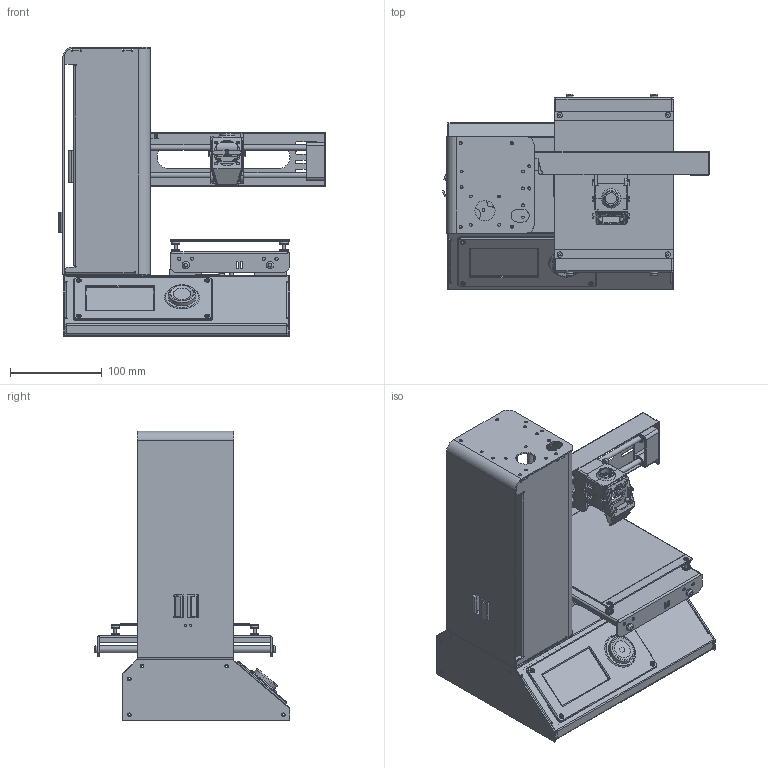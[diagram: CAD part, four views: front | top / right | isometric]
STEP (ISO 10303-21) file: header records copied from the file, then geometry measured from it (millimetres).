
FILE_DESCRIPTION(/* description */ (''),/* implementation_level */ '2;1');
FILE_NAME(/* name */ 'MPSM v2 (single).step',/* time_stamp */ '2019-02-27T21:46:32-08:00',/* author */ ('kadah.coba'),/* organization */ (''),/* preprocessor_version */ 'ST-DEVELOPER v17.2',/* originating_system */ 'Autodesk Translation Framework v7.6.0.251',/* authorisation */ '');
FILE_SCHEMA (('AUTOMOTIVE_DESIGN { 1 0 10303 214 3 1 1 }'));
Products named in the file (129): MPSM v2 (single); MPSM v2; Bed Base v2; Bed Base; Bed Frame v2; Bed Frame; Y Axis Shaft v1 (1); Y Axis Shaft (1); Y Axis Shaft v1; Y Axis Shaft; Bed Rod Screw Caps v1 (3); Bed Rod Screw Caps (3); Bed Rod Screw Caps v1 (2); Bed Rod Screw Caps (2); Bed Rod Screw Caps v1 (1); Bed Rod Screw Caps (1); Bed Rod Screw Caps v1; Bed Rod Screw Caps; Bed Spring Cap v2 (7); Bed Spring Cap (7); Bed Spring Cap v2 (6); Bed Spring Cap (6); Bed Spring Cap v2 (5); Bed Spring Cap (5); Bed Spring Cap v2 (4); Bed Spring Cap (4); Bed Surface v3; Bed Surface; Heatbed v2; Heatbed; Bed Level Screw v1 (2); Bed Level Screw (2); Bed Level Screw v1 (3); Bed Level Screw (3); Bed Level Screw v1 (1); Bed Level Screw (1); Bed Level Screw v1; Bed Level Screw; Bed Spring Cap v2 (3); Bed Spring Cap (3) ...
Assembly tree (138 placements, depth 8):
  MPSM v2 (single)
    MPSM v2
      Bed Base v2
        Bed Base
          Bed Frame v2
            Bed Frame
          Y Axis Shaft v1 (1)
            Y Axis Shaft (1)
          Y Axis Shaft v1
            Y Axis Shaft
          Bed Rod Screw Caps v1 (3)
            Bed Rod Screw Caps (3)
          Bed Rod Screw Caps v1 (2)
            Bed Rod Screw Caps (2)
          Bed Rod Screw Caps v1 (1)
            Bed Rod Screw Caps (1)
          Bed Rod Screw Caps v1
            Bed Rod Screw Caps
          Bed Spring Cap v2 (7)
            Bed Spring Cap (7)
          Bed Spring Cap v2 (6)
            Bed Spring Cap (6)
          Bed Spring Cap v2 (5)
            Bed Spring Cap (5)
          Bed Spring Cap v2 (4)
            Bed Spring Cap (4)
      Bed Surface v3
        Bed Surface
          Heatbed v2
            Heatbed
          Bed Level Screw v1 (2)
            Bed Level Screw (2)
          Bed Level Screw v1 (3)
            Bed Level Screw (3)
          Bed Level Screw v1 (1)
            Bed Level Screw (1)
          Bed Level Screw v1
            Bed Level Screw
          Bed Spring Cap v2 (3)
            Bed Spring Cap (3)
          Bed Spring Cap v2 (2)
            Bed Spring Cap (2)
          Bed Spring Cap v2 (1)
            Bed Spring Cap (1)
          Bed Spring Cap v2
            Bed Spring Cap
          Print Surface v1
            Print Surface
      Base v7
        Base
          Bottom Cover v1
            Bottom Cover
          Y Axix Endstop Mount v1
            Y Axix Endstop Mount
          Y Axis Bearing Block v1 (1)
            X Bearing Blocks (1)
          Y Axis Bearing Block v1
            X Bearing Blocks
          Side Covers v4
            Right Cover
Bounding box: 291.26 x 213.41 x 315.76 mm (x, y, z)
Volume: 797252.1 mm3; surface area: 875039.5 mm2
Topology: 87 solids, 87 shells, 2236 faces, 5546 edges, 3558 vertices
Faces by surface type: plane 1331, cylinder 850, torus 27, cone 24, bspline 4
Full cylindrical faces by diameter (mm): 0.75 x12, 2 x4, 2.05 x2, 2.4 x2, 2.5 x6, 2.529 x62, 3 x28, 3.15 x2, 3.2 x21, 3.25 x8, 3.3 x7, 3.332 x13, 3.4 x15, 3.45 x8, 3.5 x24, 3.6 x2, 3.9 x10, 3.908 x1, 4 x8, 4.1 x16, 4.2 x26, 4.25 x2, 4.5 x4, 5 x8, 5.4 x10, 5.6 x2, 5.65 x4, 5.9 x1, 6 x34, 6.1 x1
Entity records: 67289 total; most frequent: DIRECTION 11778, CARTESIAN_POINT 11088, ORIENTED_EDGE 10488, EDGE_CURVE 5244, AXIS2_PLACEMENT_3D 4156, LINE 3466, VECTOR 3466, VERTEX_POINT 3358
